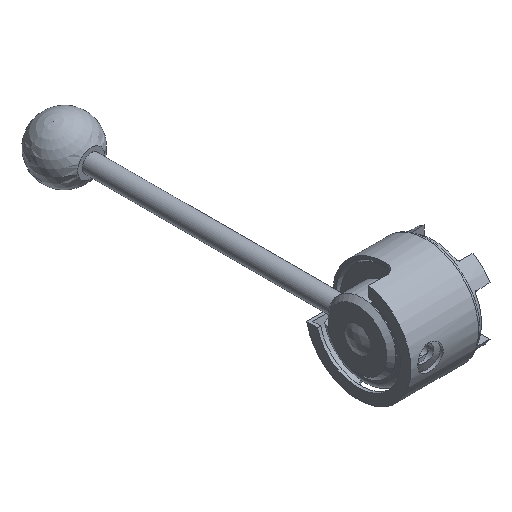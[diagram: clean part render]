
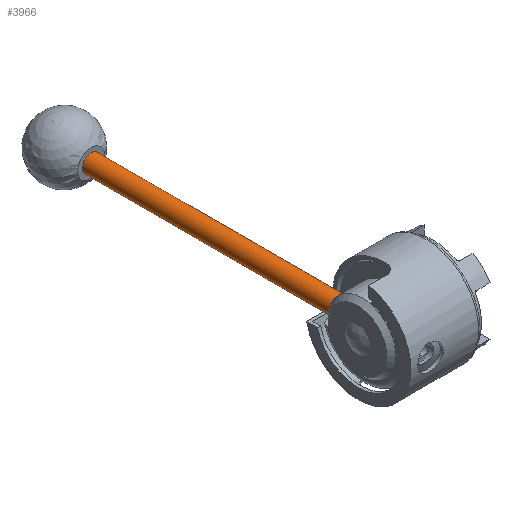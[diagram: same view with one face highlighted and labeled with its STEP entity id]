
A CAD part, isometric view. The second image highlights one B-rep face of the part: STEP entity #3966.
In plain terms, the highlighted cylindrical face has radius 5.9 mm (diameter 11.8 mm), a full revolution.
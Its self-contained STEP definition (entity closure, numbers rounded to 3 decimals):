
#3935=CARTESIAN_POINT('',(-41.6,9.,0.));
#3936=VERTEX_POINT('',#3935);
#3937=CARTESIAN_POINT('',(-47.5,9.,0.));
#3938=DIRECTION('',(0.0,1.0,0.0));
#3939=DIRECTION('',(1.0,0.0,0.0));
#3940=AXIS2_PLACEMENT_3D('',#3937,#3938,#3939);
#3941=CIRCLE('',#3940,5.9);
#3942=EDGE_CURVE('',#3936,#3936,#3941,.T.);
#3947=CARTESIAN_POINT('',(-47.5,99.5,0.));
#3948=DIRECTION('',(0.0,1.0,0.0));
#3949=DIRECTION('',(1.0,0.0,0.0));
#3950=AXIS2_PLACEMENT_3D('',#3947,#3948,#3949);
#3951=CYLINDRICAL_SURFACE('',#3950,5.9);
#3952=CARTESIAN_POINT('',(-41.6,190.,0.));
#3953=VERTEX_POINT('',#3952);
#3954=CARTESIAN_POINT('',(-47.5,190.,0.));
#3955=DIRECTION('',(0.0,1.0,0.0));
#3956=DIRECTION('',(1.0,0.0,0.0));
#3957=AXIS2_PLACEMENT_3D('',#3954,#3955,#3956);
#3958=CIRCLE('',#3957,5.9);
#3959=EDGE_CURVE('',#3953,#3953,#3958,.T.);
#3960=ORIENTED_EDGE('',*,*,#3959,.F.);
#3961=EDGE_LOOP('',(#3960));
#3962=FACE_OUTER_BOUND('',#3961,.T.);
#3963=ORIENTED_EDGE('',*,*,#3942,.T.);
#3964=EDGE_LOOP('',(#3963));
#3965=FACE_BOUND('',#3964,.T.);
#3966=ADVANCED_FACE('',(#3962,#3965),#3951,.T.);
